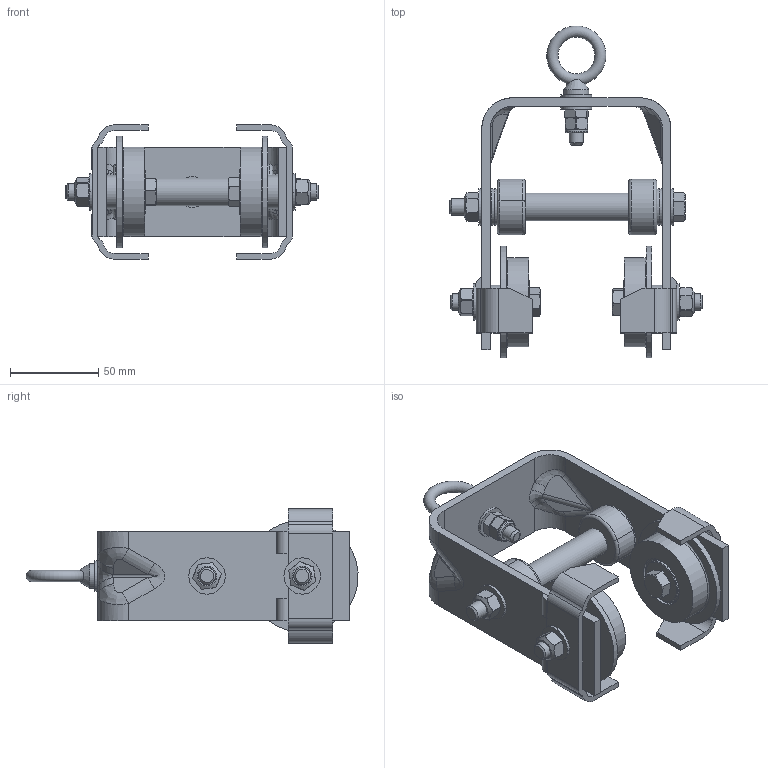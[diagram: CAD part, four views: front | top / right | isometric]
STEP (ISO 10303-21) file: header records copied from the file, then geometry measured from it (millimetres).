
FILE_DESCRIPTION((''),'2;1');
FILE_NAME('10130.stp','2009-10-21T07:13:45',('jholman'),(''),'Autodesk Inventor 2009','Autodesk Inventor 2009','');
FILE_SCHEMA(('AUTOMOTIVE_DESIGN { 1 0 10303 214 1 1 1 1 }'));
Length unit declared in the file: inch
Products named in the file (21): 3D11WQD4C; 3D11YQD4C; Welds_1; 3D11EWB4C; 3D11XQD4B; 3D11IWB4B; 3D1107B4C; 3D11V6B4B; 3D1196B4A; 3D1153B4A; Hex Bolt - UNC (Regular Thread - Inch) 3/8-16 UNC - 1.75; 3D11TVB4B; 3D11K3B4A; 3D11GWB4A; 3D11X6B4A; Hex Jam Nut - UNC (Regular Thread - Inch) 5/16 - 18; Shoulder Pattern 2-A - UNC (Regular Thread - Inch) 5/16 - 18. Shoulder Pattern Type 2 - Style A; Type A - Plain Washer (Inch) 5/16 - narrow - Type A; Hex Nut - UNC (Regular Thread - Inch) 5/16 - 18; Hex Nut - UNC (Regular Thread - Inch) 3/8 - 16; Hex Bolt - UNC (Regular Thread - Inch) 3/8-16 UNC - 4.5
Assembly tree (34 placements, depth 3):
  3D11WQD4C
    3D11YQD4C
      Welds_1
      3D11EWB4C
      3D11XQD4B  x2
    3D11IWB4B  x2
      3D1107B4C
      3D11V6B4B
      3D1196B4A
      3D1153B4A
      Hex Bolt - UNC (Regular Thread - Inch) 3/8-16 UNC - 1.75
      3D11TVB4B
      3D11K3B4A
    3D1153B4A  x8
    3D11GWB4A
    3D11X6B4A  x2
    Hex Jam Nut - UNC (Regular Thread - Inch) 5/16 - 18
    Shoulder Pattern 2-A - UNC (Regular Thread - Inch) 5/16 - 18. Shoulder Pattern Type 2 - Style A
    Type A - Plain Washer (Inch) 5/16 - narrow - Type A  x2
    Hex Nut - UNC (Regular Thread - Inch) 5/16 - 18
    Hex Nut - UNC (Regular Thread - Inch) 3/8 - 16  x3
    Hex Bolt - UNC (Regular Thread - Inch) 3/8-16 UNC - 4.5
Bounding box: 142.99 x 188.31 x 76.2 mm (x, y, z)
Volume: 238105.9 mm3; surface area: 119949.7 mm2
Topology: 41 solids, 41 shells, 863 faces, 1905 edges, 1093 vertices
Faces by surface type: bspline 233, plane 207, cylinder 201, cone 90, sphere 76, torus 56
Full cylindrical faces by diameter (mm): 6.502 x1, 7.938 x2, 8.738 x2, 9.525 x3, 9.855 x3, 9.922 x2, 12.7 x1, 14.224 x1, 14.288 x3, 15.875 x1, 17.475 x2, 19.05 x2, 23.622 x2, 25.4 x2, 28.6 x2, 28.626 x4, 30.404 x2, 50.8 x2, 63.5 x2
Entity records: 21480 total; most frequent: CARTESIAN_POINT 10219, ORIENTED_EDGE 2208, DIRECTION 2060, EDGE_CURVE 1104, AXIS2_PLACEMENT_3D 903, VERTEX_POINT 684, EDGE_LOOP 632, FACE_OUTER_BOUND 528
